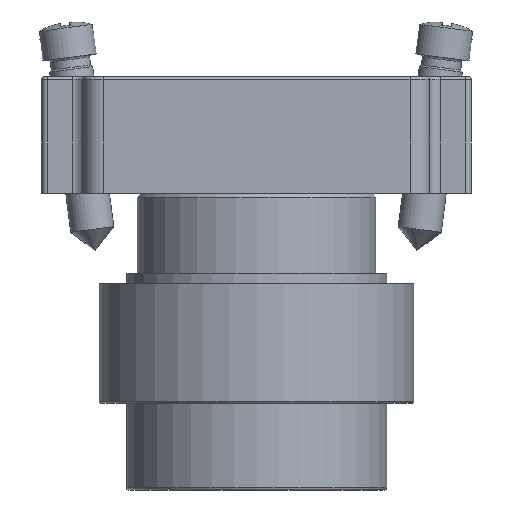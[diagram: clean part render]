
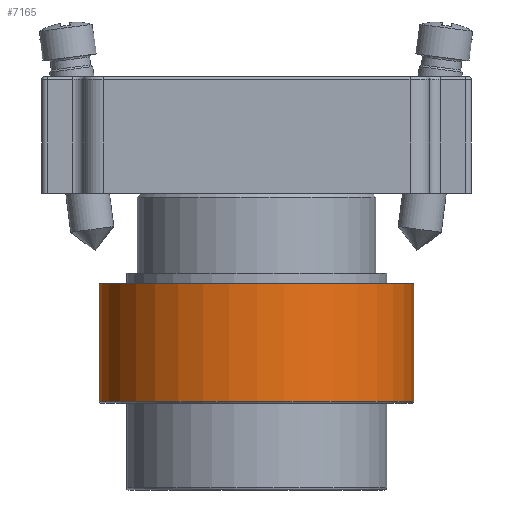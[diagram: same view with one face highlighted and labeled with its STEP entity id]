
A CAD part, front view. The second image highlights one B-rep face of the part: STEP entity #7165.
In plain terms, the highlighted cylindrical face has radius 14.5 mm (diameter 29 mm), a full revolution.
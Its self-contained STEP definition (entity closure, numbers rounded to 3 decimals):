
#7123=CARTESIAN_POINT('',(12.029,14.468,0.0));
#7124=VERTEX_POINT('',#7123);
#7125=CARTESIAN_POINT('',(12.029,-0.032,0.0));
#7126=DIRECTION('',(1.0,0.0,0.0));
#7127=DIRECTION('',(0.0,-1.0,0.0));
#7128=AXIS2_PLACEMENT_3D('',#7125,#7126,#7127);
#7129=CIRCLE('',#7128,14.5);
#7130=EDGE_CURVE('',#7124,#7124,#7129,.T.);
#7146=CARTESIAN_POINT('',(6.729,-0.032,0.0));
#7147=DIRECTION('',(1.0,0.,0.0));
#7148=DIRECTION('',(0.0,1.0,0.0));
#7149=AXIS2_PLACEMENT_3D('',#7146,#7147,#7148);
#7150=CYLINDRICAL_SURFACE('',#7149,14.5);
#7151=CARTESIAN_POINT('',(1.229,14.468,0.0));
#7152=VERTEX_POINT('',#7151);
#7153=CARTESIAN_POINT('',(1.229,-0.032,0.0));
#7154=DIRECTION('',(1.0,0.0,0.0));
#7155=DIRECTION('',(0.0,1.0,0.0));
#7156=AXIS2_PLACEMENT_3D('',#7153,#7154,#7155);
#7157=CIRCLE('',#7156,14.5);
#7158=EDGE_CURVE('',#7152,#7152,#7157,.T.);
#7159=ORIENTED_EDGE('',*,*,#7158,.T.);
#7160=EDGE_LOOP('',(#7159));
#7161=FACE_OUTER_BOUND('',#7160,.T.);
#7162=ORIENTED_EDGE('',*,*,#7130,.F.);
#7163=EDGE_LOOP('',(#7162));
#7164=FACE_BOUND('',#7163,.T.);
#7165=ADVANCED_FACE('',(#7161,#7164),#7150,.T.);
